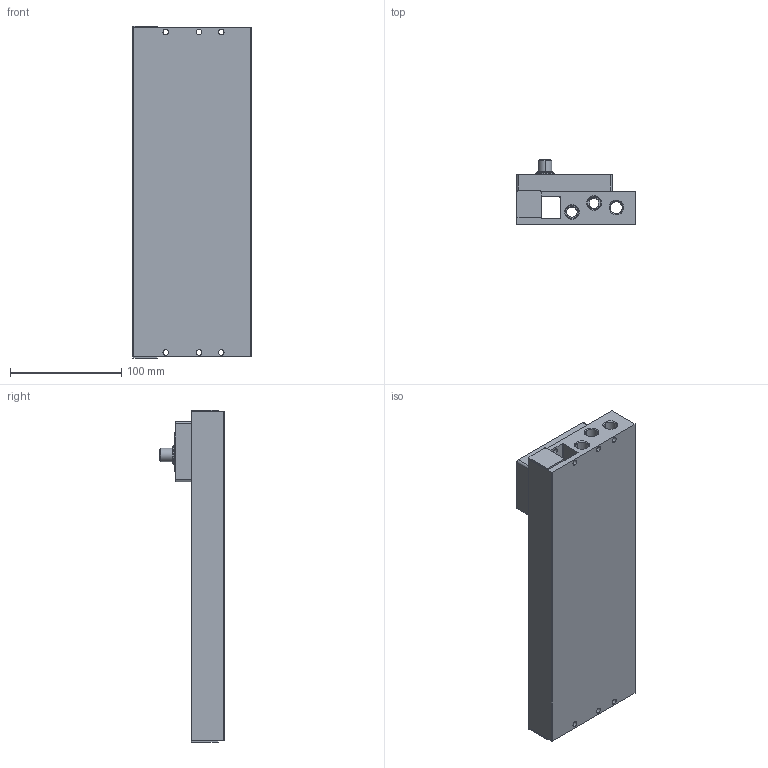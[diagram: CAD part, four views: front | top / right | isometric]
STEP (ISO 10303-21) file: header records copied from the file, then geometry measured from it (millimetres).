
FILE_DESCRIPTION (( 'STEP AP203' ), '1' );
FILE_NAME ('ES2VM-14F-06LK32.STEP', '2022-08-02T06:39:38', ( '' ), ( '' ), 'SwSTEP 2.0', 'SolidWorks 2022', '' );
FILE_SCHEMA (( 'CONFIG_CONTROL_DESIGN' ));
Length unit declared in the file: millimetre
Products named in the file (1): ES2VM-14F-06LK32
Bounding box: 106.7 x 58.4 x 299 mm (x, y, z)
Volume: 823216.8 mm3; surface area: 151852 mm2
Topology: 1 solids, 1 shells, 457 faces, 1056 edges, 678 vertices
Faces by surface type: cylinder 196, cone 132, plane 117, bspline 12
Entity records: 13439 total; most frequent: DIRECTION 2552, CARTESIAN_POINT 2408, ORIENTED_EDGE 2112, AXIS2_PLACEMENT_3D 1062, EDGE_CURVE 1056, VERTEX_POINT 678, CIRCLE 616, EDGE_LOOP 558
